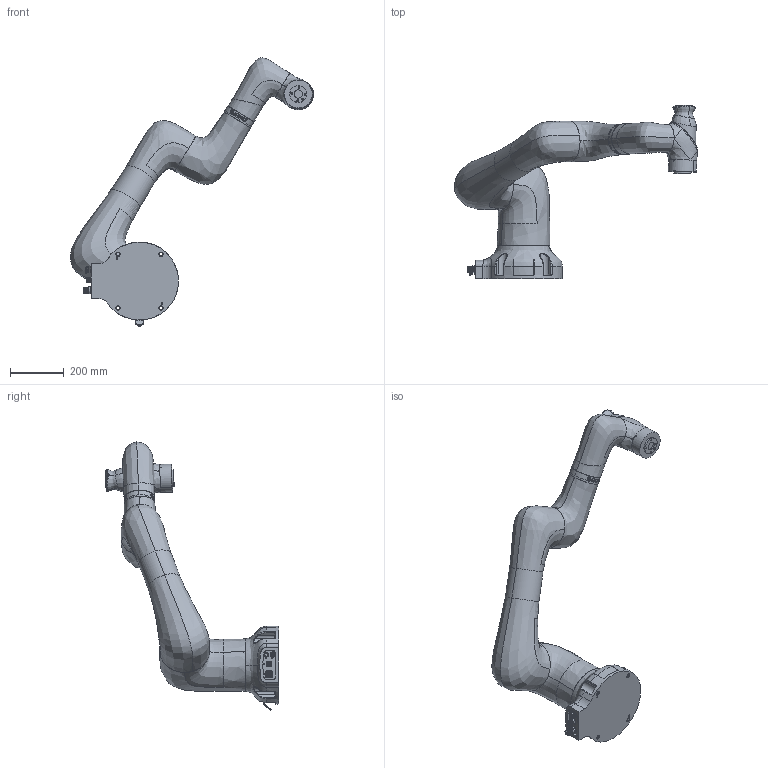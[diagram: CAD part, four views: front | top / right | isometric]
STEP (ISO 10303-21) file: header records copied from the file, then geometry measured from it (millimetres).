
FILE_DESCRIPTION (( 'STEP AP203' ), '1' );
FILE_NAME ('Auctech ACR7-1062.STEP', '2024-06-26T09:21:24', ( '' ), ( '' ), 'SwSTEP 2.0', 'SolidWorks 2023', '' );
FILE_SCHEMA (( 'CONFIG_CONTROL_DESIGN' ));
Length unit declared in the file: millimetre
Products named in the file (8): ACR18-R1062_J3; Auctech ACR7-1062; ACR18-R1062_J6; ACR18-R1062_J5; ACR18-R1062_toolflange; ACR18-R1062_J1; ACR18-R1062_J2; ACR18-R1062_J4
Assembly tree (7 placements, depth 2):
  Auctech ACR7-1062
    ACR18-R1062_toolflange
    ACR18-R1062_J1
    ACR18-R1062_J2
    ACR18-R1062_J3
    ACR18-R1062_J4
    ACR18-R1062_J5
    ACR18-R1062_J6
Bounding box: 905.27 x 645.35 x 998.45 mm (x, y, z)
Volume: 36856668.1 mm3; surface area: 1281991.5 mm2
Topology: 7 solids, 27 shells, 3959 faces, 10724 edges, 6993 vertices
Faces by surface type: plane 1953, cylinder 1014, bspline 652, cone 178, torus 119, sphere 43
Entity records: 169925 total; most frequent: CARTESIAN_POINT 73971, ORIENTED_EDGE 21338, DIRECTION 17410, EDGE_CURVE 10669, VERTEX_POINT 6975, LINE 6076, VECTOR 6076, AXIS2_PLACEMENT_3D 5667
